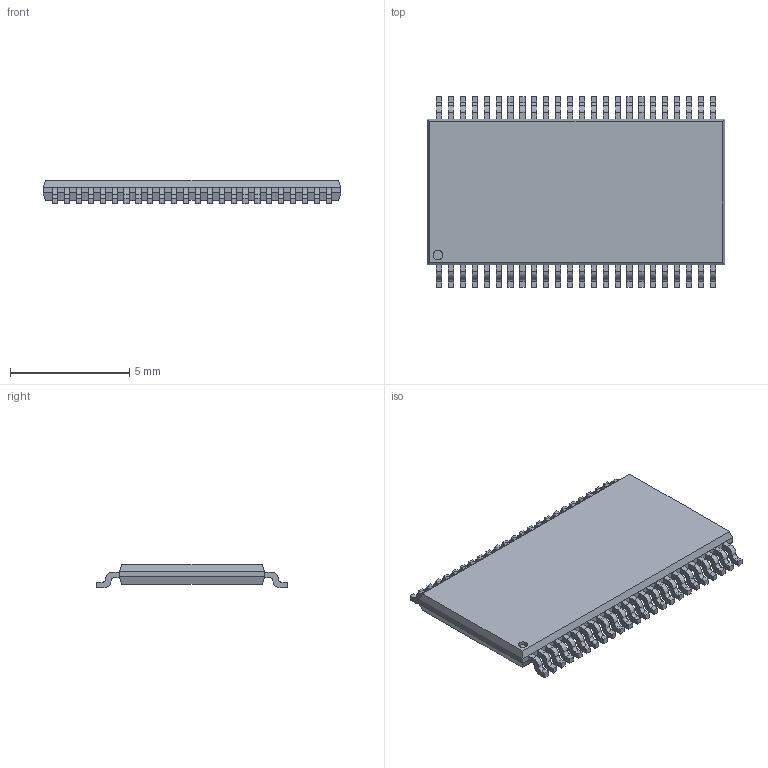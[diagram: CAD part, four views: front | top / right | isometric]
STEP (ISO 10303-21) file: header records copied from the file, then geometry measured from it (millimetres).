
FILE_DESCRIPTION(/* description */ (''),/* implementation_level */ '2;1');
FILE_NAME(/* name */ '5f4aa1492d7234127cb34a00',/* time_stamp */ '2020-08-29T18:41:14+00:00',/* author */ (''),/* organization */ (''),/* preprocessor_version */ 'ST-DEVELOPER v16.7',/* originating_system */ $,/* authorisation */ $);
FILE_SCHEMA (('AUTOMOTIVE_DESIGN {1 0 10303 214 3 1 1}'));
Length unit declared in the file: metre
Products named in the file (49): Pin25; Pin26; Pin27; Pin28; Pin29; Pin30; Pin31; Pin32; Pin33; Pin34; Pin35; Pin36; Pin37; Pin38; Pin39; Pin40; Pin41; Pin42; Pin44; Pin43; Pin45; Pin46; Pin47; Pin48; Pin24; Pin23; Pin22; Pin21; Pin20; Pin19; Pin18; Pin17; Pin16; Pin15; Pin14; Pin13; Pin12; Pin11; Pin10; Pin9 ...
Bounding box: 12.5 x 8 x 1 mm (x, y, z)
Volume: 66.7 mm3; surface area: 235.7 mm2
Topology: 49 solids, 49 shells, 592 faces, 1471 edges, 978 vertices
Faces by surface type: plane 399, cylinder 193
Full cylindrical faces by diameter (mm): 0.4 x1
Entity records: 18818 total; most frequent: DIRECTION 3138, CARTESIAN_POINT 3089, ORIENTED_EDGE 2940, EDGE_CURVE 1470, LINE 1084, VECTOR 1084, AXIS2_PLACEMENT_3D 1027, VERTEX_POINT 978
